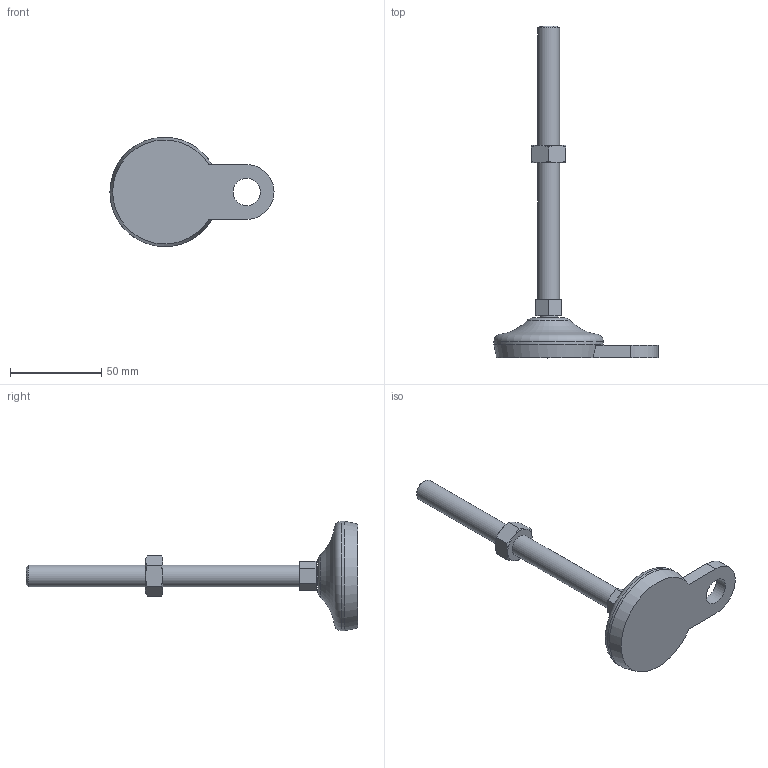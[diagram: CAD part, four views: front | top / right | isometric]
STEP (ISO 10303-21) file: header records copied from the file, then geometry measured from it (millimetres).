
FILE_DESCRIPTION( ( 'STEP AP214' ), '1' );
FILE_NAME( 'K0739.2106012X1500.stp', '2020-12-09T15:14:32', ( '' ), ( '' ), ' ', 'PARTsolutions', ' ' );
FILE_SCHEMA( ( 'AUTOMOTIVE_DESIGN { 1 0 10303 214 1 1 1 1 }' ) );
Length unit declared in the file: millimetre
Products named in the file (1): _K0739.2106012X1500
Bounding box: 90 x 182 x 60 mm (x, y, z)
Volume: 68044.6 mm3; surface area: 16744.9 mm2
Topology: 1 solids, 1 shells, 45 faces, 97 edges, 59 vertices
Faces by surface type: plane 22, cone 14, cylinder 6, torus 3
Full cylindrical faces by diameter (mm): 10 x1, 12 x2, 15 x1, 60 x1
Entity records: 1624 total; most frequent: CARTESIAN_POINT 340, DIRECTION 182, ORIENTED_EDGE 172, EDGE_CURVE 86, AXIS2_PLACEMENT_3D 76, EDGE_LOOP 62, VERTEX_POINT 58, FACE_OUTER_BOUND 53
